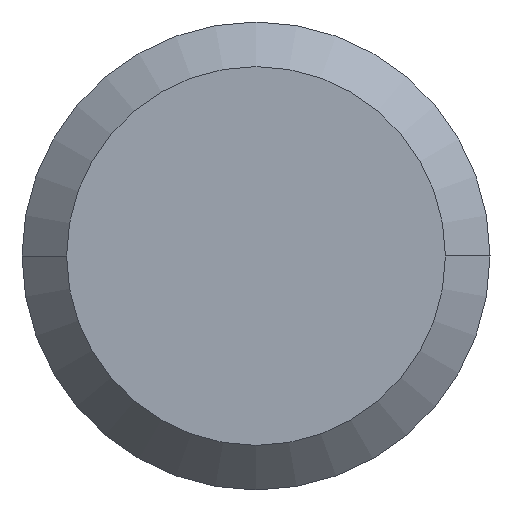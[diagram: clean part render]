
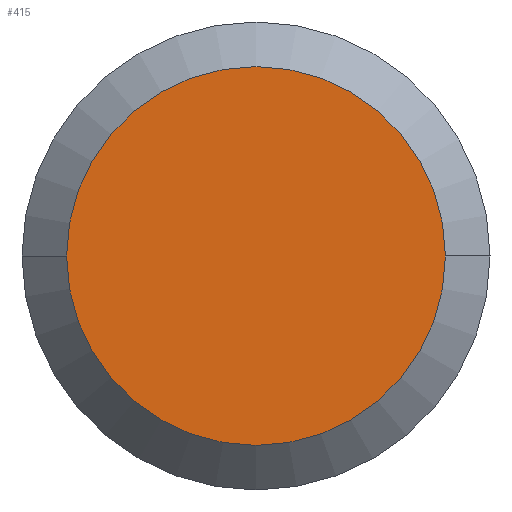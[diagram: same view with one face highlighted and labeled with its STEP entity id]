
A CAD part, left-side view. The second image highlights one B-rep face of the part: STEP entity #415.
In plain terms, the highlighted planar face has unit normal (-1, 0, 0).
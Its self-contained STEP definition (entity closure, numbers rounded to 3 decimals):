
#48 = ORIENTED_EDGE ( 'NONE', *, *, #120, .F. ) ;
#98 = FACE_OUTER_BOUND ( 'NONE', #379, .T. ) ;
#102 = AXIS2_PLACEMENT_3D ( 'NONE', #121, #242, #200 ) ;
#107 = CARTESIAN_POINT ( 'NONE',  ( 0., 0., 0. ) ) ;
#116 = AXIS2_PLACEMENT_3D ( 'NONE', #107, #382, #292 ) ;
#120 = EDGE_CURVE ( 'NONE', #563, #151, #407, .T. ) ;
#121 = CARTESIAN_POINT ( 'NONE',  ( 0., 0., 0. ) ) ;
#151 = VERTEX_POINT ( 'NONE', #414 ) ;
#195 = PLANE ( 'NONE',  #116 ) ;
#200 = DIRECTION ( 'NONE',  ( 0., 1., 0. ) ) ;
#237 = CARTESIAN_POINT ( 'NONE',  ( 0., 0., 0. ) ) ;
#242 = DIRECTION ( 'NONE',  ( 1., 0., 0. ) ) ;
#292 = DIRECTION ( 'NONE',  ( 0., -1., 0. ) ) ;
#313 = CIRCLE ( 'NONE', #422, 3.238 ) ;
#379 = EDGE_LOOP ( 'NONE', ( #48, #497 ) ) ;
#382 = DIRECTION ( 'NONE',  ( -1., 0., 0. ) ) ;
#390 = CARTESIAN_POINT ( 'NONE',  ( 0., 3.238, 0. ) ) ;
#407 = CIRCLE ( 'NONE', #102, 3.238 ) ;
#414 = CARTESIAN_POINT ( 'NONE',  ( 0., -3.238, 0. ) ) ;
#415 = ADVANCED_FACE ( 'NONE', ( #98 ), #195, .T. ) ;
#420 = DIRECTION ( 'NONE',  ( 1., 0., 0. ) ) ;
#422 = AXIS2_PLACEMENT_3D ( 'NONE', #237, #420, #456 ) ;
#443 = EDGE_CURVE ( 'NONE', #151, #563, #313, .T. ) ;
#456 = DIRECTION ( 'NONE',  ( 0., 1., 0. ) ) ;
#497 = ORIENTED_EDGE ( 'NONE', *, *, #443, .F. ) ;
#563 = VERTEX_POINT ( 'NONE', #390 ) ;
